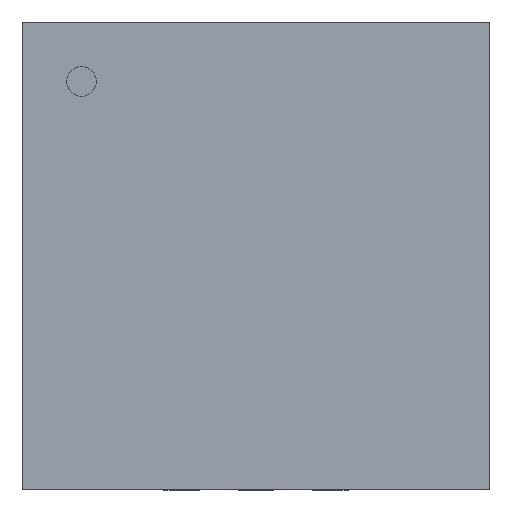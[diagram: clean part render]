
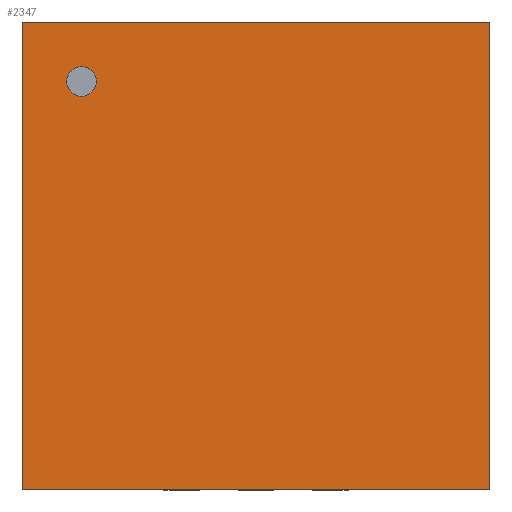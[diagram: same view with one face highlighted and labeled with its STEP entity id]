
A CAD part, top view. The second image highlights one B-rep face of the part: STEP entity #2347.
In plain terms, the highlighted planar face has unit normal (0, 0, 1).
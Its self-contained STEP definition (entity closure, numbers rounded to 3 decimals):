
#50=FACE_BOUND('',#370,.T.);
#96=PLANE('',#2531);
#225=FACE_OUTER_BOUND('',#369,.T.);
#369=EDGE_LOOP('',(#1907,#1908,#1909,#1910));
#370=EDGE_LOOP('',(#1911));
#567=LINE('',#3592,#843);
#573=LINE('',#3603,#849);
#598=LINE('',#3649,#874);
#599=LINE('',#3650,#875);
#843=VECTOR('',#2901,3.15);
#849=VECTOR('',#2909,3.15);
#874=VECTOR('',#2954,3.15);
#875=VECTOR('',#2955,3.15);
#1033=CIRCLE('',#2529,0.1);
#1157=VERTEX_POINT('',#3589);
#1158=VERTEX_POINT('',#3591);
#1161=VERTEX_POINT('',#3600);
#1162=VERTEX_POINT('',#3602);
#1173=VERTEX_POINT('',#3645);
#1415=EDGE_CURVE('',#1157,#1158,#567,.T.);
#1421=EDGE_CURVE('',#1161,#1162,#573,.T.);
#1447=EDGE_CURVE('',#1173,#1173,#1033,.T.);
#1448=EDGE_CURVE('',#1158,#1161,#598,.T.);
#1449=EDGE_CURVE('',#1162,#1157,#599,.T.);
#1907=ORIENTED_EDGE('',*,*,#1448,.F.);
#1908=ORIENTED_EDGE('',*,*,#1415,.F.);
#1909=ORIENTED_EDGE('',*,*,#1449,.F.);
#1910=ORIENTED_EDGE('',*,*,#1421,.F.);
#1911=ORIENTED_EDGE('',*,*,#1447,.T.);
#2347=ADVANCED_FACE('',(#225,#50),#96,.T.);
#2529=AXIS2_PLACEMENT_3D('',#3646,#2948,#2949);
#2531=AXIS2_PLACEMENT_3D('',#3648,#2952,#2953);
#2901=DIRECTION('',(-1.,0.,0.));
#2909=DIRECTION('',(1.,0.,0.));
#2948=DIRECTION('center_axis',(0.,0.,-1.));
#2949=DIRECTION('ref_axis',(1.,0.,0.));
#2952=DIRECTION('center_axis',(0.,0.,1.));
#2953=DIRECTION('ref_axis',(1.,0.,0.));
#2954=DIRECTION('',(0.,1.,0.));
#2955=DIRECTION('',(0.,-1.,0.));
#3589=CARTESIAN_POINT('',(1.575,-1.575,0.8));
#3591=CARTESIAN_POINT('',(-1.575,-1.575,0.8));
#3592=CARTESIAN_POINT('',(-1.575,-1.575,0.8));
#3600=CARTESIAN_POINT('',(-1.575,1.575,0.8));
#3602=CARTESIAN_POINT('',(1.575,1.575,0.8));
#3603=CARTESIAN_POINT('',(1.575,1.575,0.8));
#3645=CARTESIAN_POINT('',(-1.075,1.175,0.8));
#3646=CARTESIAN_POINT('Origin',(-1.175,1.175,0.8));
#3648=CARTESIAN_POINT('Origin',(0.,0.,
0.8));
#3649=CARTESIAN_POINT('',(-1.575,1.575,0.8));
#3650=CARTESIAN_POINT('',(1.575,-1.575,0.8));
